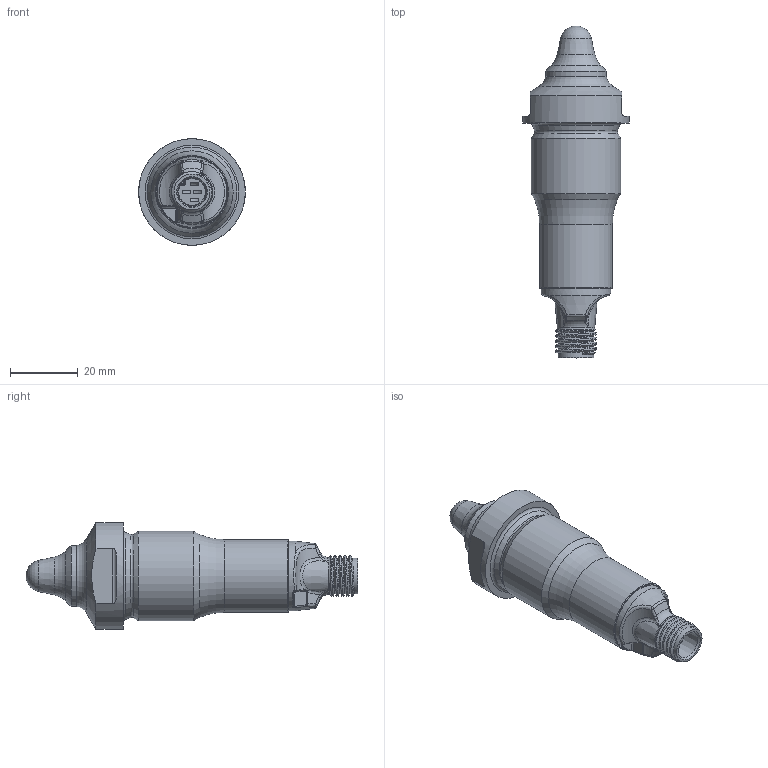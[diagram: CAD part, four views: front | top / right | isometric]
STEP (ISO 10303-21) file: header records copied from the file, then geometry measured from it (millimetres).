
FILE_DESCRIPTION(/* description */ ('Unknown'),/* implementation_level */ '2;1');
FILE_NAME(/* name */ 'PL20 G¾ Reverse',/* time_stamp */ '2020-12-16T14:38:07+01:00',/* author */ ('Unknown'),/* organization */ ('Unknown'),/* preprocessor_version */ 'ST-DEVELOPER v16.7',/* originating_system */ 'DEX',/* authorisation */ $);
FILE_SCHEMA (('AUTOMOTIVE_DESIGN {1 0 10303 214 3 1 1}'));
Length unit declared in the file: millimetre
Products named in the file (1): Part1
Bounding box: 31.5 x 98 x 31.5 mm (x, y, z)
Volume: 18773 mm3; surface area: 13415.8 mm2
Topology: 1 solids, 2 shells, 311 faces, 837 edges, 527 vertices
Faces by surface type: cylinder 101, plane 84, bspline 41, torus 38, cone 36, sphere 11
Full cylindrical faces by diameter (mm): 1.5 x2, 1.9 x1, 8 x1, 8.2 x1, 8.807 x1, 10.6 x5, 12.917 x1, 13.4 x1, 15 x1, 15.8 x1, 15.96 x1, 16.5 x1, 18 x1, 19 x2, 19.45 x1, 19.5 x1, 19.6 x1, 20 x1, 20.6 x2, 21.5 x1, 26.441 x1, 31.5 x1
Entity records: 15226 total; most frequent: CARTESIAN_POINT 6351, ORIENTED_EDGE 1412, DIRECTION 1258, EDGE_CURVE 706, AXIS2_PLACEMENT_3D 521, VERTEX_POINT 479, EDGE_LOOP 403, FACE_BOUND 403
